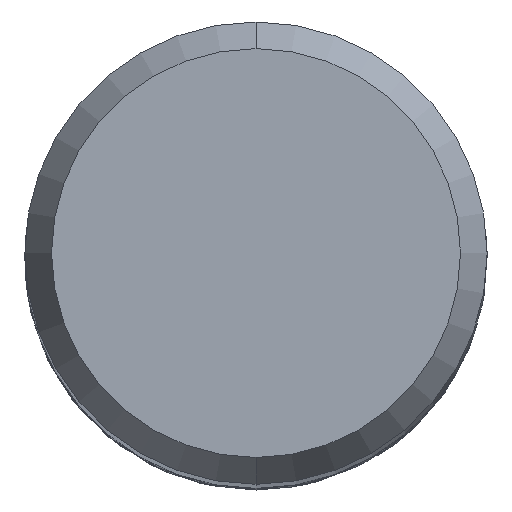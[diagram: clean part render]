
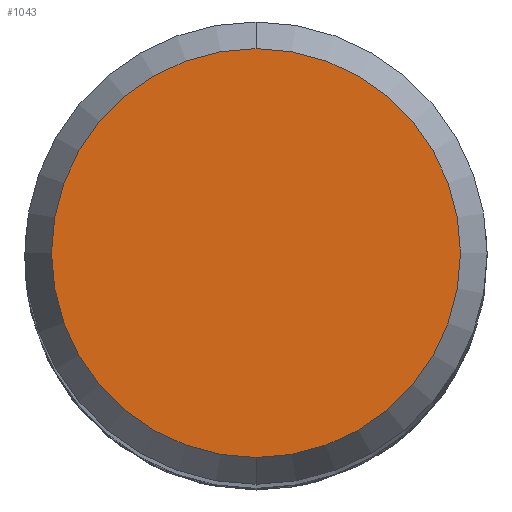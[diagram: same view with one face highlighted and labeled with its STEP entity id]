
A CAD part, top view. The second image highlights one B-rep face of the part: STEP entity #1043.
In plain terms, the highlighted planar face has unit normal (0, 0, 1).
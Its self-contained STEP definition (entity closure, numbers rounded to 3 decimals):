
#1043=ADVANCED_FACE('',(#2063),#2064,.T.);
#1045=VERTEX_POINT('',#2066);
#1221=VERTEX_POINT('',#2260);
#1275=EDGE_CURVE('',#1221,#1045,#2318,.T.);
#1445=EDGE_CURVE('',#1045,#1221,#2506,.T.);
#2063=FACE_OUTER_BOUND('',#8903,.T.);
#2064=PLANE('',#8904);
#2066=CARTESIAN_POINT('',(0.0,3.538,0.0));
#2260=CARTESIAN_POINT('',(0.,-3.538,0.0));
#2318=CIRCLE('',#11486,3.538);
#2506=CIRCLE('',#13683,3.538);
#8903=EDGE_LOOP('',(#14291,#14292));
#8904=AXIS2_PLACEMENT_3D('',#14293,#14294,#14295);
#11486=AXIS2_PLACEMENT_3D('',#14606,#14607,#14608);
#13683=AXIS2_PLACEMENT_3D('',#14799,#14800,#14801);
#14291=ORIENTED_EDGE('',*,*,#1445,.F.);
#14292=ORIENTED_EDGE('',*,*,#1275,.F.);
#14293=CARTESIAN_POINT('',(0.0,1.769,0.0));
#14294=DIRECTION('',(-0.0,0.0,1.0));
#14295=DIRECTION('',(0.0,-1.0,0.0));
#14606=CARTESIAN_POINT('',(0.0,0.0,0.0));
#14607=DIRECTION('',(0.0,0.0,-1.0));
#14608=DIRECTION('',(0.0,1.0,0.0));
#14799=CARTESIAN_POINT('',(0.0,0.0,0.0));
#14800=DIRECTION('',(0.0,0.0,-1.0));
#14801=DIRECTION('',(0.0,1.0,0.0));
